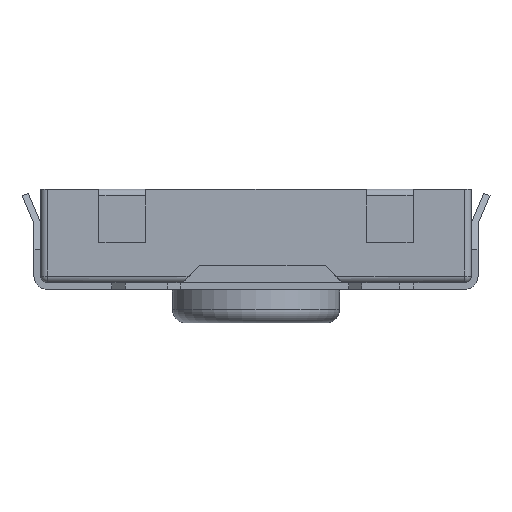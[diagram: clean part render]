
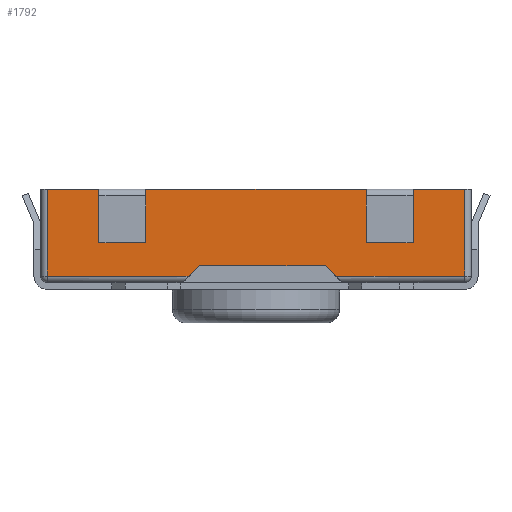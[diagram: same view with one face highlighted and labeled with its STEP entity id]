
A CAD part, front view. The second image highlights one B-rep face of the part: STEP entity #1792.
In plain terms, the highlighted planar face has unit normal (0, -1, 0).
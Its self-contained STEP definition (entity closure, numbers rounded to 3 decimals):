
#109 = DIRECTION ( 'NONE',  ( 0., 0., 1. ) ) ;
#324 = EDGE_CURVE ( 'NONE', #4006, #6719, #4127, .T. ) ;
#335 = VERTEX_POINT ( 'NONE', #4073 ) ;
#448 = ORIENTED_EDGE ( 'NONE', *, *, #2013, .F. ) ;
#487 = VECTOR ( 'NONE', #7573, 1000. ) ;
#588 = DIRECTION ( 'NONE',  ( 0., 0., 1. ) ) ;
#630 = VECTOR ( 'NONE', #1538, 1000. ) ;
#730 = PLANE ( 'NONE',  #3031 ) ;
#775 = CARTESIAN_POINT ( 'NONE',  ( 1.192, -3.1, -1.3 ) ) ;
#891 = DIRECTION ( 'NONE',  ( 1., 0., 0. ) ) ;
#929 = EDGE_CURVE ( 'NONE', #7407, #335, #3794, .T. ) ;
#973 = VERTEX_POINT ( 'NONE', #3267 ) ;
#1041 = CARTESIAN_POINT ( 'NONE',  ( -3.121, -3.1, -1.3 ) ) ;
#1127 = ORIENTED_EDGE ( 'NONE', *, *, #3910, .T. ) ;
#1189 = EDGE_CURVE ( 'NONE', #1923, #2901, #6382, .T. ) ;
#1220 = VECTOR ( 'NONE', #891, 1000. ) ;
#1225 = CARTESIAN_POINT ( 'NONE',  ( 1.65, -3.1, -0.01 ) ) ;
#1240 = LINE ( 'NONE', #6294, #6888 ) ;
#1376 = DIRECTION ( 'NONE',  ( 1., 0., 0. ) ) ;
#1444 = CARTESIAN_POINT ( 'NONE',  ( 1.035, -3.1, -1.143 ) ) ;
#1538 = DIRECTION ( 'NONE',  ( 1., 0., 0. ) ) ;
#1792 = ADVANCED_FACE ( 'NONE', ( #2082 ), #730, .F. ) ;
#1865 = CARTESIAN_POINT ( 'NONE',  ( -3.121, -3.1, -1.3 ) ) ;
#1912 = CARTESIAN_POINT ( 'NONE',  ( -2.35, -3.1, -0.01 ) ) ;
#1923 = VERTEX_POINT ( 'NONE', #5677 ) ;
#1971 = ORIENTED_EDGE ( 'NONE', *, *, #5755, .T. ) ;
#1983 = DIRECTION ( 'NONE',  ( 0., 0., 1. ) ) ;
#2013 = EDGE_CURVE ( 'NONE', #3559, #8103, #5795, .T. ) ;
#2078 = DIRECTION ( 'NONE',  ( 1., 0., 0. ) ) ;
#2082 = FACE_OUTER_BOUND ( 'NONE', #6324, .T. ) ;
#2095 = ORIENTED_EDGE ( 'NONE', *, *, #5442, .F. ) ;
#2208 = ORIENTED_EDGE ( 'NONE', *, *, #3375, .F. ) ;
#2256 = LINE ( 'NONE', #2373, #4937 ) ;
#2333 = CARTESIAN_POINT ( 'NONE',  ( -2.35, -3.1, -0.01 ) ) ;
#2373 = CARTESIAN_POINT ( 'NONE',  ( -0.845, -3.1, -1.143 ) ) ;
#2891 = ORIENTED_EDGE ( 'NONE', *, *, #3864, .F. ) ;
#2901 = VERTEX_POINT ( 'NONE', #8021 ) ;
#3031 = AXIS2_PLACEMENT_3D ( 'NONE', #1865, #3279, #109 ) ;
#3036 = VERTEX_POINT ( 'NONE', #1912 ) ;
#3040 = VECTOR ( 'NONE', #1983, 1000. ) ;
#3068 = ORIENTED_EDGE ( 'NONE', *, *, #7845, .F. ) ;
#3103 = EDGE_CURVE ( 'NONE', #3036, #3559, #3323, .T. ) ;
#3106 = CARTESIAN_POINT ( 'NONE',  ( -0.845, -3.1, -1.143 ) ) ;
#3111 = DIRECTION ( 'NONE',  ( 1., 0., 0. ) ) ;
#3191 = VECTOR ( 'NONE', #5271, 1000. ) ;
#3267 = CARTESIAN_POINT ( 'NONE',  ( 1.65, -3.1, -0.01 ) ) ;
#3279 = DIRECTION ( 'NONE',  ( 0., 1., 0. ) ) ;
#3303 = ORIENTED_EDGE ( 'NONE', *, *, #929, .T. ) ;
#3323 = LINE ( 'NONE', #7834, #1220 ) ;
#3324 = CARTESIAN_POINT ( 'NONE',  ( -0.845, -3.1, -1.143 ) ) ;
#3355 = VERTEX_POINT ( 'NONE', #6660 ) ;
#3375 = EDGE_CURVE ( 'NONE', #7187, #3355, #6000, .T. ) ;
#3402 = LINE ( 'NONE', #4734, #7940 ) ;
#3417 = CARTESIAN_POINT ( 'NONE',  ( -1.65, -3.1, -0.01 ) ) ;
#3523 = ORIENTED_EDGE ( 'NONE', *, *, #5512, .F. ) ;
#3559 = VERTEX_POINT ( 'NONE', #3417 ) ;
#3663 = CARTESIAN_POINT ( 'NONE',  ( -1.65, -3.1, 0. ) ) ;
#3740 = VERTEX_POINT ( 'NONE', #6833 ) ;
#3794 = LINE ( 'NONE', #3106, #487 ) ;
#3846 = CARTESIAN_POINT ( 'NONE',  ( 2.35, -3.1, -0.01 ) ) ;
#3861 = CARTESIAN_POINT ( 'NONE',  ( -3.121, -3.1, -1.3 ) ) ;
#3864 = EDGE_CURVE ( 'NONE', #6806, #3740, #1240, .T. ) ;
#3910 = EDGE_CURVE ( 'NONE', #7187, #1923, #3402, .T. ) ;
#3978 = DIRECTION ( 'NONE',  ( 0., 0., -1. ) ) ;
#4006 = VERTEX_POINT ( 'NONE', #775 ) ;
#4048 = ORIENTED_EDGE ( 'NONE', *, *, #3103, .F. ) ;
#4072 = CARTESIAN_POINT ( 'NONE',  ( 2.35, -3.1, -0.01 ) ) ;
#4073 = CARTESIAN_POINT ( 'NONE',  ( 1.035, -3.1, -1.143 ) ) ;
#4127 = LINE ( 'NONE', #1041, #4459 ) ;
#4204 = VERTEX_POINT ( 'NONE', #7649 ) ;
#4251 = VECTOR ( 'NONE', #7412, 1000. ) ;
#4298 = DIRECTION ( 'NONE',  ( 0., 0., 1. ) ) ;
#4364 = CARTESIAN_POINT ( 'NONE',  ( 2.35, -3.1, 0. ) ) ;
#4459 = VECTOR ( 'NONE', #4759, 1000. ) ;
#4560 = CARTESIAN_POINT ( 'NONE',  ( -1.65, -3.1, -0.01 ) ) ;
#4582 = VERTEX_POINT ( 'NONE', #4072 ) ;
#4620 = VECTOR ( 'NONE', #4298, 1000. ) ;
#4622 = ORIENTED_EDGE ( 'NONE', *, *, #6411, .T. ) ;
#4734 = CARTESIAN_POINT ( 'NONE',  ( -3.121, -3.1, -1.3 ) ) ;
#4751 = ORIENTED_EDGE ( 'NONE', *, *, #6604, .T. ) ;
#4759 = DIRECTION ( 'NONE',  ( 1., 0., 0. ) ) ;
#4799 = DIRECTION ( 'NONE',  ( 0.707, 0., -0.707 ) ) ;
#4937 = VECTOR ( 'NONE', #7446, 1000. ) ;
#5006 = ORIENTED_EDGE ( 'NONE', *, *, #324, .T. ) ;
#5012 = VECTOR ( 'NONE', #588, 1000. ) ;
#5087 = CARTESIAN_POINT ( 'NONE',  ( -3.121, -3.1, 0. ) ) ;
#5271 = DIRECTION ( 'NONE',  ( 0., 0., 1. ) ) ;
#5442 = EDGE_CURVE ( 'NONE', #973, #4582, #6287, .T. ) ;
#5455 = VECTOR ( 'NONE', #3111, 1000. ) ;
#5512 = EDGE_CURVE ( 'NONE', #4582, #6806, #6653, .T. ) ;
#5677 = CARTESIAN_POINT ( 'NONE',  ( -3.121, -3.1, -1.3 ) ) ;
#5755 = EDGE_CURVE ( 'NONE', #335, #4006, #6592, .T. ) ;
#5795 = LINE ( 'NONE', #4560, #3040 ) ;
#6000 = LINE ( 'NONE', #7250, #630 ) ;
#6028 = CARTESIAN_POINT ( 'NONE',  ( 3.121, -3.1, -1.3 ) ) ;
#6207 = ORIENTED_EDGE ( 'NONE', *, *, #7734, .T. ) ;
#6241 = CARTESIAN_POINT ( 'NONE',  ( 3.121, -3.1, -1.3 ) ) ;
#6287 = LINE ( 'NONE', #3846, #5455 ) ;
#6294 = CARTESIAN_POINT ( 'NONE',  ( -3.221, -3.1, 0. ) ) ;
#6324 = EDGE_LOOP ( 'NONE', ( #1127, #6565, #7410, #3303, #1971, #5006, #6207, #2891, #3523, #2095, #4751, #3068, #448, #4048, #4622, #2208 ) ) ;
#6382 = LINE ( 'NONE', #3861, #8175 ) ;
#6411 = EDGE_CURVE ( 'NONE', #3036, #3355, #8023, .T. ) ;
#6565 = ORIENTED_EDGE ( 'NONE', *, *, #1189, .T. ) ;
#6592 = LINE ( 'NONE', #1444, #7694 ) ;
#6604 = EDGE_CURVE ( 'NONE', #973, #4204, #6924, .T. ) ;
#6653 = LINE ( 'NONE', #7331, #3191 ) ;
#6660 = CARTESIAN_POINT ( 'NONE',  ( -2.35, -3.1, 0. ) ) ;
#6719 = VERTEX_POINT ( 'NONE', #6028 ) ;
#6766 = VECTOR ( 'NONE', #1376, 1000. ) ;
#6806 = VERTEX_POINT ( 'NONE', #4364 ) ;
#6833 = CARTESIAN_POINT ( 'NONE',  ( 3.121, -3.1, 0. ) ) ;
#6869 = LINE ( 'NONE', #6241, #4251 ) ;
#6888 = VECTOR ( 'NONE', #7585, 1000. ) ;
#6924 = LINE ( 'NONE', #1225, #5012 ) ;
#6964 = LINE ( 'NONE', #7092, #6766 ) ;
#7092 = CARTESIAN_POINT ( 'NONE',  ( -3.221, -3.1, 0. ) ) ;
#7101 = EDGE_CURVE ( 'NONE', #2901, #7407, #2256, .T. ) ;
#7187 = VERTEX_POINT ( 'NONE', #5087 ) ;
#7250 = CARTESIAN_POINT ( 'NONE',  ( -3.221, -3.1, 0. ) ) ;
#7331 = CARTESIAN_POINT ( 'NONE',  ( 2.35, -3.1, -0.01 ) ) ;
#7407 = VERTEX_POINT ( 'NONE', #3324 ) ;
#7410 = ORIENTED_EDGE ( 'NONE', *, *, #7101, .T. ) ;
#7412 = DIRECTION ( 'NONE',  ( 0., 0., 1. ) ) ;
#7446 = DIRECTION ( 'NONE',  ( 0.707, 0., 0.707 ) ) ;
#7573 = DIRECTION ( 'NONE',  ( 1., 0., 0. ) ) ;
#7585 = DIRECTION ( 'NONE',  ( 1., 0., 0. ) ) ;
#7649 = CARTESIAN_POINT ( 'NONE',  ( 1.65, -3.1, 0. ) ) ;
#7694 = VECTOR ( 'NONE', #4799, 1000. ) ;
#7734 = EDGE_CURVE ( 'NONE', #6719, #3740, #6869, .T. ) ;
#7834 = CARTESIAN_POINT ( 'NONE',  ( -2.35, -3.1, -0.01 ) ) ;
#7845 = EDGE_CURVE ( 'NONE', #8103, #4204, #6964, .T. ) ;
#7940 = VECTOR ( 'NONE', #3978, 1000. ) ;
#8021 = CARTESIAN_POINT ( 'NONE',  ( -1.002, -3.1, -1.3 ) ) ;
#8023 = LINE ( 'NONE', #2333, #4620 ) ;
#8103 = VERTEX_POINT ( 'NONE', #3663 ) ;
#8175 = VECTOR ( 'NONE', #2078, 1000. ) ;
